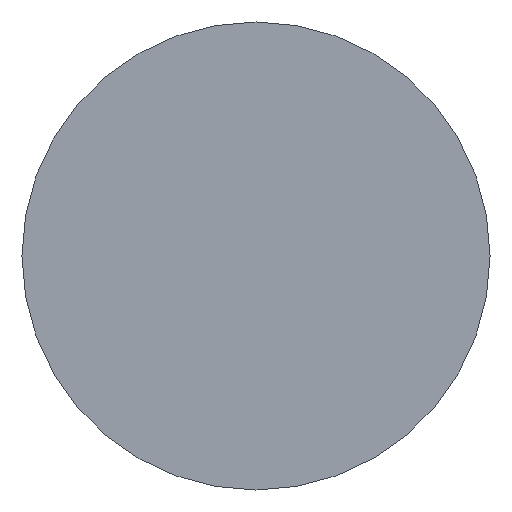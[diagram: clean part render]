
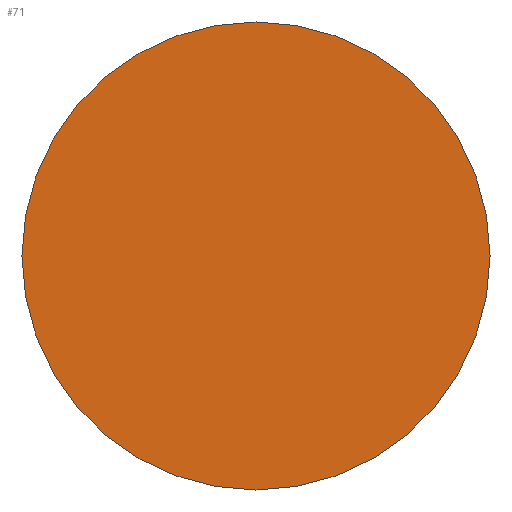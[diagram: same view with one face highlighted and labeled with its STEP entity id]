
A CAD part, left-side view. The second image highlights one B-rep face of the part: STEP entity #71.
In plain terms, the highlighted planar face has unit normal (-1, 0, 0).
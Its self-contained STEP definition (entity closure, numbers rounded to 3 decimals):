
#71=ADVANCED_FACE('',(#125),#126,.T.);
#125=FACE_OUTER_BOUND('',#162,.T.);
#126=PLANE('',#163);
#162=EDGE_LOOP('',(#214,#215));
#163=AXIS2_PLACEMENT_3D('',#216,#217,#218);
#214=ORIENTED_EDGE('',*,*,#225,.T.);
#215=ORIENTED_EDGE('',*,*,#236,.T.);
#216=CARTESIAN_POINT('',(0.0,0.0,0.0));
#217=DIRECTION('',(-1.0,0.0,0.0));
#218=DIRECTION('',(0.0,0.0,1.0));
#225=EDGE_CURVE('',#243,#247,#249,.T.);
#236=EDGE_CURVE('',#247,#243,#264,.T.);
#243=VERTEX_POINT('',#271);
#247=VERTEX_POINT('',#276);
#249=CIRCLE('',#279,6.08);
#264=CIRCLE('',#296,6.08);
#271=CARTESIAN_POINT('',(0.0,0.0,6.08));
#276=CARTESIAN_POINT('',(0.0,0.,-6.08));
#279=AXIS2_PLACEMENT_3D('',#306,#307,#308);
#296=AXIS2_PLACEMENT_3D('',#323,#324,#325);
#306=CARTESIAN_POINT('',(0.0,0.0,0.0));
#307=DIRECTION('',(-1.0,0.0,0.0));
#308=DIRECTION('',(0.0,0.0,1.0));
#323=CARTESIAN_POINT('',(0.0,0.0,0.0));
#324=DIRECTION('',(-1.0,0.0,0.0));
#325=DIRECTION('',(0.0,0.0,1.0));
